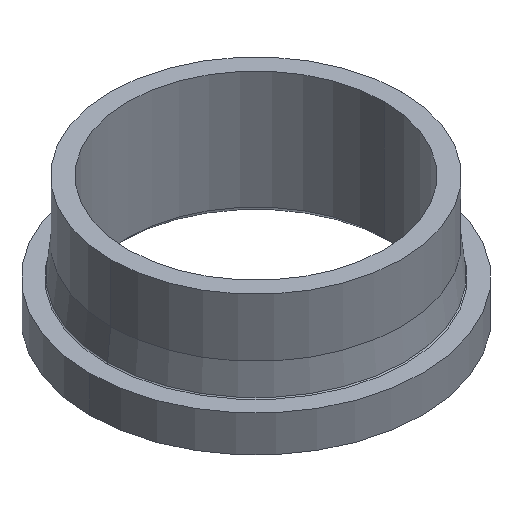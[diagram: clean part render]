
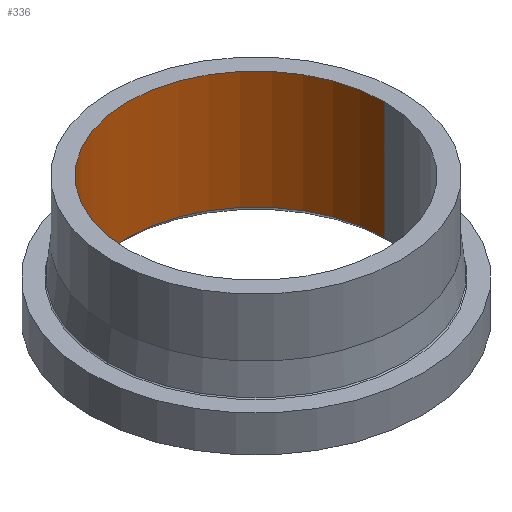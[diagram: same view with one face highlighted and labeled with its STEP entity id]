
A CAD part, isometric view. The second image highlights one B-rep face of the part: STEP entity #336.
In plain terms, the highlighted cylindrical face has radius 123.4 mm (diameter 246.8 mm), a partial arc.
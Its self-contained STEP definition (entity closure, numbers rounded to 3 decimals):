
#15 = VERTEX_POINT ( 'NONE', #367 ) ;
#26 = AXIS2_PLACEMENT_3D ( 'NONE', #184, #217, #144 ) ;
#63 = CARTESIAN_POINT ( 'NONE',  ( -123.4, 0., 0. ) ) ;
#67 = CARTESIAN_POINT ( 'NONE',  ( 0., 0., 6.6 ) ) ;
#68 = CIRCLE ( 'NONE', #124, 123.4 ) ;
#72 = DIRECTION ( 'NONE',  ( 0., 0., -1. ) ) ;
#94 = ORIENTED_EDGE ( 'NONE', *, *, #270, .T. ) ;
#98 = VERTEX_POINT ( 'NONE', #147 ) ;
#113 = CARTESIAN_POINT ( 'NONE',  ( 0., 0., 120. ) ) ;
#116 = CARTESIAN_POINT ( 'NONE',  ( 123.4, 0., 0. ) ) ;
#124 = AXIS2_PLACEMENT_3D ( 'NONE', #113, #72, #331 ) ;
#132 = DIRECTION ( 'NONE',  ( 0., 0., -1. ) ) ;
#135 = ORIENTED_EDGE ( 'NONE', *, *, #361, .F. ) ;
#144 = DIRECTION ( 'NONE',  ( -1., 0., 0. ) ) ;
#147 = CARTESIAN_POINT ( 'NONE',  ( 123.4, 0., 120. ) ) ;
#169 = ORIENTED_EDGE ( 'NONE', *, *, #287, .T. ) ;
#184 = CARTESIAN_POINT ( 'NONE',  ( 0., 0., 0. ) ) ;
#217 = DIRECTION ( 'NONE',  ( 0., 0., -1. ) ) ;
#220 = FACE_OUTER_BOUND ( 'NONE', #228, .T. ) ;
#228 = EDGE_LOOP ( 'NONE', ( #135, #389, #169, #94 ) ) ;
#230 = VECTOR ( 'NONE', #132, 1000. ) ;
#233 = VERTEX_POINT ( 'NONE', #388 ) ;
#256 = LINE ( 'NONE', #116, #272 ) ;
#270 = EDGE_CURVE ( 'NONE', #15, #233, #319, .T. ) ;
#272 = VECTOR ( 'NONE', #412, 1000. ) ;
#287 = EDGE_CURVE ( 'NONE', #307, #15, #353, .T. ) ;
#307 = VERTEX_POINT ( 'NONE', #358 ) ;
#319 = CIRCLE ( 'NONE', #381, 123.4 ) ;
#330 = EDGE_CURVE ( 'NONE', #307, #98, #68, .T. ) ;
#331 = DIRECTION ( 'NONE',  ( -1., 0., 0. ) ) ;
#336 = ADVANCED_FACE ( 'NONE', ( #220 ), #477, .F. ) ;
#353 = LINE ( 'NONE', #63, #230 ) ;
#358 = CARTESIAN_POINT ( 'NONE',  ( -123.4, 0., 120. ) ) ;
#361 = EDGE_CURVE ( 'NONE', #98, #233, #256, .T. ) ;
#367 = CARTESIAN_POINT ( 'NONE',  ( -123.4, 0., 6.6 ) ) ;
#381 = AXIS2_PLACEMENT_3D ( 'NONE', #67, #463, #391 ) ;
#388 = CARTESIAN_POINT ( 'NONE',  ( 123.4, 0., 6.6 ) ) ;
#389 = ORIENTED_EDGE ( 'NONE', *, *, #330, .F. ) ;
#391 = DIRECTION ( 'NONE',  ( -1., 0., 0. ) ) ;
#412 = DIRECTION ( 'NONE',  ( 0., 0., -1. ) ) ;
#463 = DIRECTION ( 'NONE',  ( 0., 0., -1. ) ) ;
#477 = CYLINDRICAL_SURFACE ( 'NONE', #26, 123.4 ) ;
